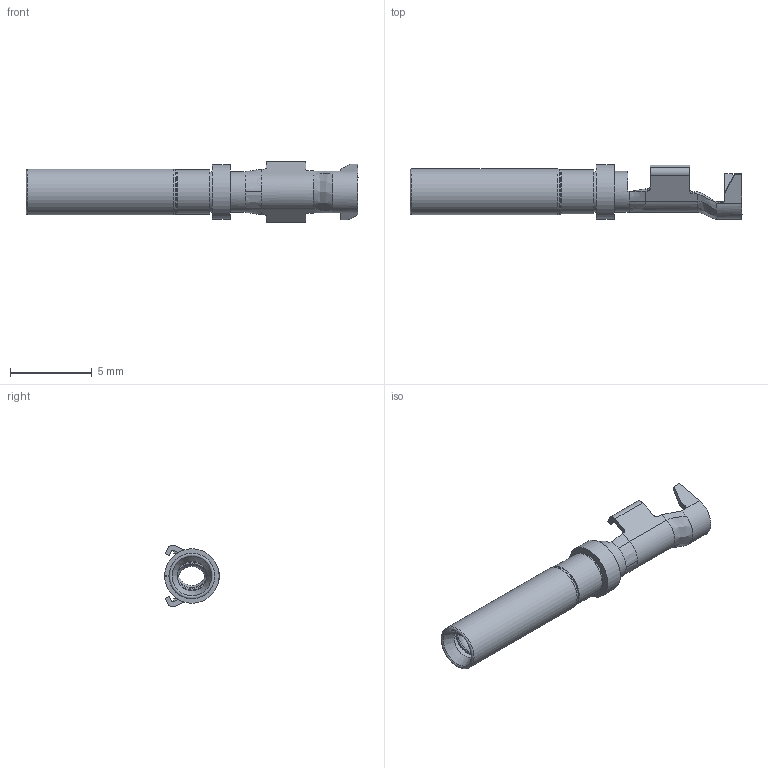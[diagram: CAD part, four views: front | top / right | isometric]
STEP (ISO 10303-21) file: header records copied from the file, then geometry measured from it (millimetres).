
FILE_DESCRIPTION(/* description */ (''),/* implementation_level */ '2;1');
FILE_NAME(/* name */ 'AT62-16-06XX.stp',/* time_stamp */ '2016-10-12T10:52:18+02:00',/* author */ (''),/* organization */ (''),/* preprocessor_version */ 'ST-DEVELOPER v15',/* originating_system */ 'SIEMENS PLM Software NX 9.0',/* authorisation */ '');
FILE_SCHEMA (('CONFIG_CONTROL_DESIGN'));
Length unit declared in the file: millimetre
Products named in the file (1): at62-16-06xxnxs001-01
Bounding box: 20.3 x 3.34 x 3.75 mm (x, y, z)
Volume: 48.9 mm3; surface area: 421.3 mm2
Topology: 1 solids, 1 shells, 163 faces, 425 edges, 261 vertices
Faces by surface type: plane 62, bspline 52, cylinder 39, torus 5, cone 5
Full cylindrical faces by diameter (mm): 2.5 x1, 2.7 x1, 2.8 x1
Entity records: 7529 total; most frequent: CARTESIAN_POINT 3813, ORIENTED_EDGE 826, DIRECTION 621, EDGE_CURVE 413, VERTEX_POINT 260, LINE 217, VECTOR 217, AXIS2_PLACEMENT_3D 202
